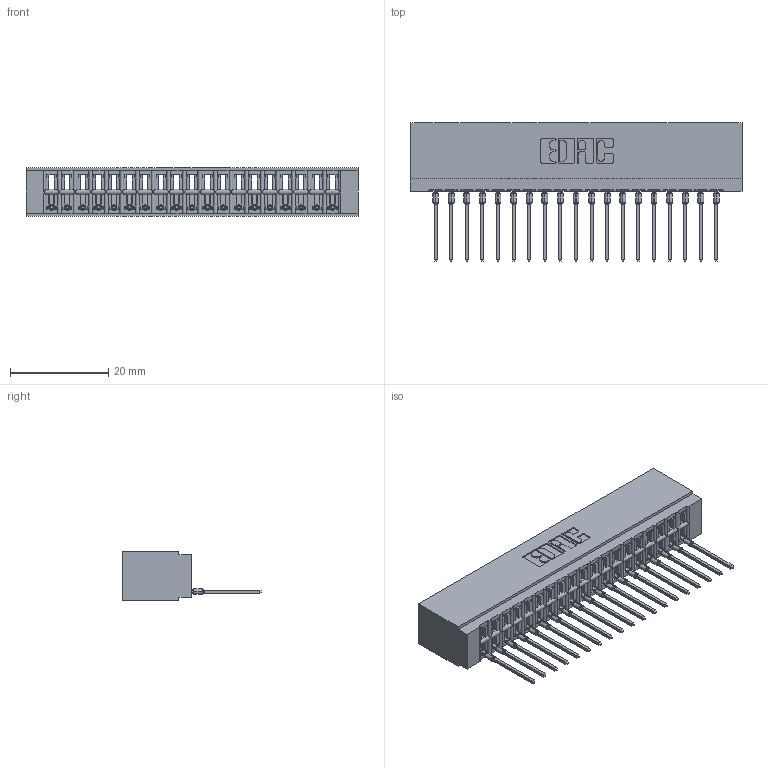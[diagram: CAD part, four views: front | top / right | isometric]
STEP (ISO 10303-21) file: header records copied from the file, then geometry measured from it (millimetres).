
FILE_DESCRIPTION (( 'STEP AP203' ), '1' );
FILE_NAME ('726-019-545-101.STEP', '2020-05-28T03:54:09', ( '' ), ( '' ), 'SwSTEP 2.0', 'SolidWorks 2020', '' );
FILE_SCHEMA (( 'CONFIG_CONTROL_DESIGN' ));
Length unit declared in the file: inch
Products named in the file (3): 726-019-545-101; 746-292-001_545; 726 Part_.515 Slot Depth - 01
Assembly tree (20 placements, depth 2):
  726-019-545-101
    726 Part_.515 Slot Depth - 01
    746-292-001_545  x19
Bounding box: 67.56 x 28.18 x 9.91 mm (x, y, z)
Volume: 6216.3 mm3; surface area: 9415.3 mm2
Topology: 20 solids, 20 shells, 2149 faces, 6096 edges, 3918 vertices
Faces by surface type: plane 1252, cylinder 403, bspline 380, torus 114
Entity records: 31961 total; most frequent: CARTESIAN_POINT 6656, ORIENTED_EDGE 5532, DIRECTION 4620, EDGE_CURVE 2766, VECTOR 2392, LINE 2392, VERTEX_POINT 1830, AXIS2_PLACEMENT_3D 1114
